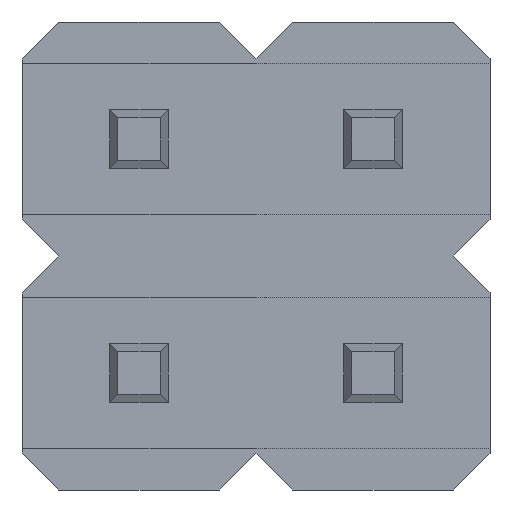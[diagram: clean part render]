
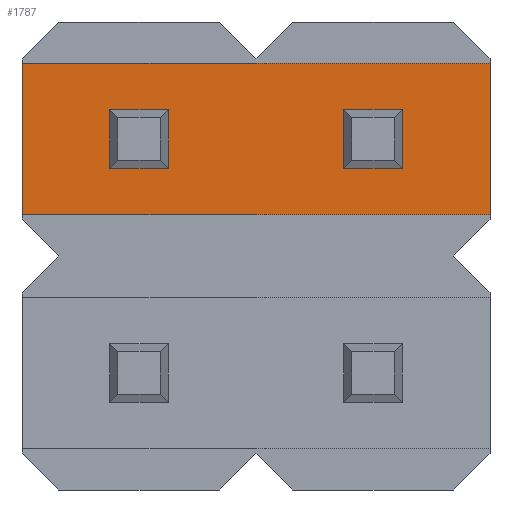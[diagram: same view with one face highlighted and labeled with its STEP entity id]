
A CAD part, front view. The second image highlights one B-rep face of the part: STEP entity #1787.
In plain terms, the highlighted planar face has unit normal (0, -1, 0).
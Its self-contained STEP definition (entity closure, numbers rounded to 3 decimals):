
#83=FACE_BOUND('',#208,.T.);
#84=FACE_BOUND('',#209,.T.);
#101=FACE_OUTER_BOUND('',#207,.T.);
#207=EDGE_LOOP('',(#1287,#1288,#1289,#1290));
#208=EDGE_LOOP('',(#1291,#1292,#1293,#1294));
#209=EDGE_LOOP('',(#1295,#1296,#1297,#1298));
#337=LINE('',#2530,#581);
#340=LINE('',#2536,#584);
#347=LINE('',#2552,#591);
#365=LINE('',#2587,#609);
#388=LINE('',#2632,#632);
#389=LINE('',#2634,#633);
#390=LINE('',#2635,#634);
#391=LINE('',#2637,#635);
#392=LINE('',#2639,#636);
#393=LINE('',#2640,#637);
#394=LINE('',#2642,#638);
#395=LINE('',#2643,#639);
#581=VECTOR('',#2045,1000.);
#584=VECTOR('',#2050,1000.);
#591=VECTOR('',#2063,1000.);
#609=VECTOR('',#2087,1000.);
#632=VECTOR('',#2120,1000.);
#633=VECTOR('',#2123,1000.);
#634=VECTOR('',#2124,1000.);
#635=VECTOR('',#2125,1000.);
#636=VECTOR('',#2126,1000.);
#637=VECTOR('',#2127,1000.);
#638=VECTOR('',#2128,1000.);
#639=VECTOR('',#2129,1000.);
#823=VERTEX_POINT('',#2526);
#824=VERTEX_POINT('',#2528);
#825=VERTEX_POINT('',#2532);
#826=VERTEX_POINT('',#2534);
#831=VERTEX_POINT('',#2550);
#832=VERTEX_POINT('',#2551);
#845=VERTEX_POINT('',#2584);
#846=VERTEX_POINT('',#2586);
#863=VERTEX_POINT('',#2630);
#864=VERTEX_POINT('',#2636);
#865=VERTEX_POINT('',#2638);
#866=VERTEX_POINT('',#2641);
#977=EDGE_CURVE('',#824,#823,#337,.T.);
#980=EDGE_CURVE('',#826,#825,#340,.T.);
#987=EDGE_CURVE('',#831,#832,#347,.T.);
#1005=EDGE_CURVE('',#846,#845,#365,.T.);
#1028=EDGE_CURVE('',#823,#863,#388,.T.);
#1029=EDGE_CURVE('',#845,#831,#389,.T.);
#1030=EDGE_CURVE('',#832,#846,#390,.T.);
#1031=EDGE_CURVE('',#864,#825,#391,.T.);
#1032=EDGE_CURVE('',#826,#865,#392,.T.);
#1033=EDGE_CURVE('',#864,#865,#393,.T.);
#1034=EDGE_CURVE('',#824,#866,#394,.T.);
#1035=EDGE_CURVE('',#866,#863,#395,.T.);
#1287=ORIENTED_EDGE('',*,*,#1029,.T.);
#1288=ORIENTED_EDGE('',*,*,#987,.T.);
#1289=ORIENTED_EDGE('',*,*,#1030,.T.);
#1290=ORIENTED_EDGE('',*,*,#1005,.T.);
#1291=ORIENTED_EDGE('',*,*,#1031,.T.);
#1292=ORIENTED_EDGE('',*,*,#980,.F.);
#1293=ORIENTED_EDGE('',*,*,#1032,.T.);
#1294=ORIENTED_EDGE('',*,*,#1033,.F.);
#1295=ORIENTED_EDGE('',*,*,#1028,.F.);
#1296=ORIENTED_EDGE('',*,*,#977,.F.);
#1297=ORIENTED_EDGE('',*,*,#1034,.T.);
#1298=ORIENTED_EDGE('',*,*,#1035,.T.);
#1685=PLANE('',#1913);
#1787=ADVANCED_FACE('',(#101,#83,#84),#1685,.T.);
#1913=AXIS2_PLACEMENT_3D('',#2633,#2121,#2122);
#2045=DIRECTION('',(0.,0.,1.));
#2050=DIRECTION('',(0.,0.,1.));
#2063=DIRECTION('',(0.,0.,-1.));
#2087=DIRECTION('',(0.,0.,1.));
#2120=DIRECTION('',(-1.,0.,0.));
#2121=DIRECTION('center_axis',(0.,-1.,0.));
#2122=DIRECTION('ref_axis',(0.,0.,-1.));
#2123=DIRECTION('',(-1.,0.,0.));
#2124=DIRECTION('',(1.,0.,0.));
#2125=DIRECTION('',(1.,0.,0.));
#2126=DIRECTION('',(-1.,0.,0.));
#2127=DIRECTION('',(0.,0.,-1.));
#2128=DIRECTION('',(-1.,0.,0.));
#2129=DIRECTION('',(0.,0.,1.));
#2526=CARTESIAN_POINT('',(1.59,0.6,1.59));
#2528=CARTESIAN_POINT('',(1.59,0.6,0.95));
#2530=CARTESIAN_POINT('',(1.59,0.6,0.95));
#2532=CARTESIAN_POINT('',(-0.95,0.6,1.59));
#2534=CARTESIAN_POINT('',(-0.95,0.6,0.95));
#2536=CARTESIAN_POINT('',(-0.95,0.6,0.95));
#2550=CARTESIAN_POINT('',(-2.54,0.6,2.09));
#2551=CARTESIAN_POINT('',(-2.54,0.6,0.45));
#2552=CARTESIAN_POINT('',(-2.54,0.6,0.4));
#2584=CARTESIAN_POINT('',(2.54,0.6,2.09));
#2586=CARTESIAN_POINT('',(2.54,0.6,0.45));
#2587=CARTESIAN_POINT('',(2.54,0.6,0.4));
#2630=CARTESIAN_POINT('',(0.95,0.6,1.59));
#2632=CARTESIAN_POINT('',(0.95,0.6,1.59));
#2633=CARTESIAN_POINT('Origin',(-1.27,0.6,1.27));
#2634=CARTESIAN_POINT('',(-1.27,0.6,2.09));
#2635=CARTESIAN_POINT('',(-1.27,0.6,0.45));
#2636=CARTESIAN_POINT('',(-1.59,0.6,1.59));
#2637=CARTESIAN_POINT('',(-1.27,0.6,1.59));
#2638=CARTESIAN_POINT('',(-1.59,0.6,0.95));
#2639=CARTESIAN_POINT('',(-1.27,0.6,0.95));
#2640=CARTESIAN_POINT('',(-1.59,0.6,0.95));
#2641=CARTESIAN_POINT('',(0.95,0.6,0.95));
#2642=CARTESIAN_POINT('',(-1.27,0.6,0.95));
#2643=CARTESIAN_POINT('',(0.95,0.6,1.27));
